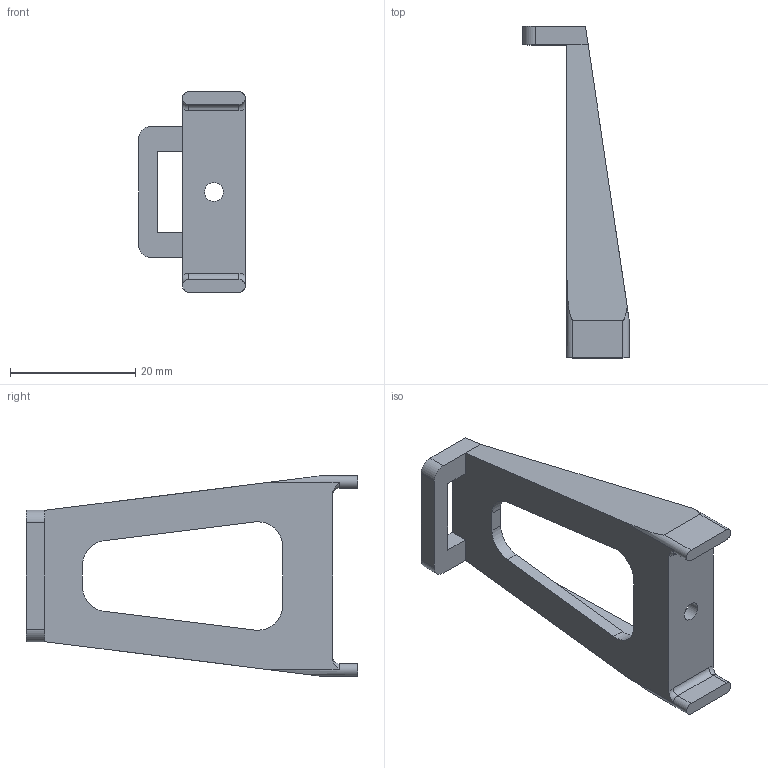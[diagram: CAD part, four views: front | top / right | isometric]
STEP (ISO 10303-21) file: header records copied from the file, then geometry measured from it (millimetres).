
FILE_DESCRIPTION(/* description */ (''),/* implementation_level */ '2;1');
FILE_NAME(/* name */ 'DC_DC_Clamp_v2.step',/* time_stamp */ '2025-07-25T11:24:34+02:00',/* author */ (''),/* organization */ (''),/* preprocessor_version */ 'ST-DEVELOPER v20.1',/* originating_system */ 'Autodesk Translation Framework v14.10.0.0',/* authorisation */ '');
FILE_SCHEMA (('AUTOMOTIVE_DESIGN { 1 0 10303 214 3 1 1 }'));
Length unit declared in the file: millimetre
Products named in the file (1): DC_DC_Clamp_2_0
Bounding box: 17 x 53 x 32 mm (x, y, z)
Volume: 3671.5 mm3; surface area: 3894.6 mm2
Topology: 1 solids, 1 shells, 50 faces, 139 edges, 90 vertices
Faces by surface type: plane 29, cylinder 17, torus 4
Full cylindrical faces by diameter (mm): 3 x1
Entity records: 1662 total; most frequent: CARTESIAN_POINT 300, DIRECTION 283, ORIENTED_EDGE 278, EDGE_CURVE 139, AXIS2_PLACEMENT_3D 97, VERTEX_POINT 90, LINE 89, VECTOR 89
